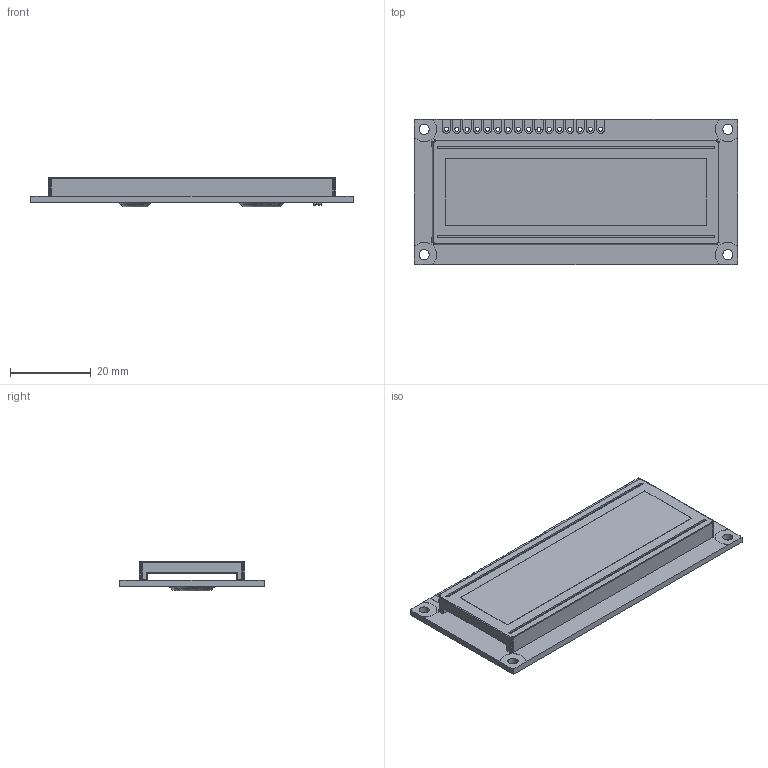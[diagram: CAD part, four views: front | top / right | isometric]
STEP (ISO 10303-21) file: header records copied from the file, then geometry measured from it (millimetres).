
FILE_DESCRIPTION(/* description */ ('CATIA V5 STEP Exchange'),/* implementation_level */ '2;1');
FILE_NAME(/* name */ 'LCD.stp',/* time_stamp */ '2024-11-24T23:19:22+02:00',/* author */ ('alex2'),/* organization */ ('none'),/* preprocessor_version */ 'ST-DEVELOPER v19.2',/* originating_system */ 'Autodesk Inventor 2024',/* authorisation */ 'none');
FILE_SCHEMA (('AUTOMOTIVE_DESIGN { 1 0 10303 214 3 1 1 }'));
Length unit declared in the file: millimetre
Products named in the file (1): LCD
Bounding box: 80 x 36 x 7.3 mm (x, y, z)
Volume: 10702.6 mm3; surface area: 10546.6 mm2
Topology: 1 solids, 1 shells, 411 faces, 1084 edges, 680 vertices
Faces by surface type: plane 289, cylinder 99, torus 17, sphere 6
Full cylindrical faces by diameter (mm): 1 x16, 2.5 x4
Entity records: 12588 total; most frequent: CARTESIAN_POINT 2205, ORIENTED_EDGE 2156, DIRECTION 2111, EDGE_CURVE 1078, LINE 855, VECTOR 855, VERTEX_POINT 680, AXIS2_PLACEMENT_3D 628
